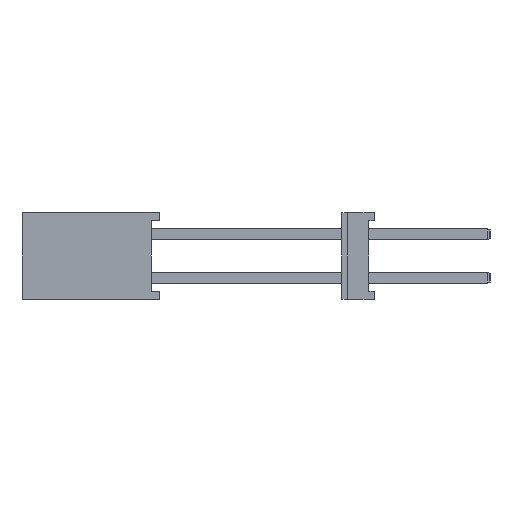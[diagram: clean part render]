
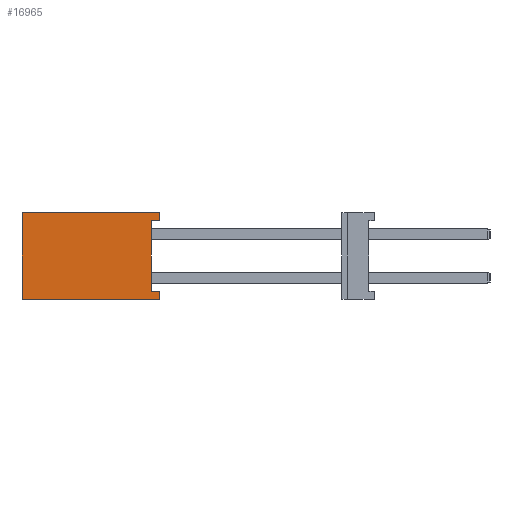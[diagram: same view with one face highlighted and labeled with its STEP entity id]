
A CAD part, left-side view. The second image highlights one B-rep face of the part: STEP entity #16965.
In plain terms, the highlighted planar face has unit normal (-1, 0, 0).
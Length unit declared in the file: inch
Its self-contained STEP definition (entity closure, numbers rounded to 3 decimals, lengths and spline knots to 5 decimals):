
#4013=ORIENTED_EDGE('',*,*,#6840,.T.);
#4014=ORIENTED_EDGE('',*,*,#6683,.T.);
#4015=ORIENTED_EDGE('',*,*,#6772,.F.);
#4016=ORIENTED_EDGE('',*,*,#6877,.F.);
#4017=ORIENTED_EDGE('',*,*,#6766,.T.);
#4018=ORIENTED_EDGE('',*,*,#6731,.T.);
#4019=ORIENTED_EDGE('',*,*,#6876,.T.);
#4020=ORIENTED_EDGE('',*,*,#6878,.T.);
#6683=EDGE_CURVE('',#8412,#8411,#10543,.T.);
#6731=EDGE_CURVE('',#8460,#8459,#10591,.T.);
#6766=EDGE_CURVE('',#8483,#8460,#10626,.T.);
#6772=EDGE_CURVE('',#8487,#8411,#10632,.T.);
#6840=EDGE_CURVE('',#8532,#8412,#10700,.T.);
#6876=EDGE_CURVE('',#8459,#8556,#10736,.T.);
#6877=EDGE_CURVE('',#8483,#8487,#10737,.T.);
#6878=EDGE_CURVE('',#8556,#8532,#10738,.T.);
#8411=VERTEX_POINT('',#26078);
#8412=VERTEX_POINT('',#26080);
#8459=VERTEX_POINT('',#26186);
#8460=VERTEX_POINT('',#26188);
#8483=VERTEX_POINT('',#26247);
#8487=VERTEX_POINT('',#26257);
#8532=VERTEX_POINT('',#26381);
#8556=VERTEX_POINT('',#26454);
#10543=LINE('',#26079,#12859);
#10591=LINE('',#26187,#12907);
#10626=LINE('',#26246,#12942);
#10632=LINE('',#26258,#12948);
#10700=LINE('',#26383,#13016);
#10736=LINE('',#26455,#13052);
#10737=LINE('',#26457,#13053);
#10738=LINE('',#26458,#13054);
#12859=VECTOR('',#21404,39.37008);
#12907=VECTOR('',#21476,39.37008);
#12942=VECTOR('',#21513,39.37008);
#12948=VECTOR('',#21521,39.37008);
#13016=VECTOR('',#21613,39.37008);
#13052=VECTOR('',#21673,39.37008);
#13053=VECTOR('',#21676,39.37008);
#13054=VECTOR('',#21677,39.37008);
#14185=EDGE_LOOP('',(#4013,#4014,#4015,#4016,#4017,#4018,#4019,#4020));
#15185=FACE_BOUND('',#14185,.T.);
#16075=PLANE('',#17951);
#16965=ADVANCED_FACE('',(#15185),#16075,.F.);
#17951=AXIS2_PLACEMENT_3D('',#26456,#21674,#21675);
#21404=DIRECTION('',(0.,0.,1.));
#21476=DIRECTION('',(0.,0.,1.));
#21513=DIRECTION('',(0.,-1.,0.));
#21521=DIRECTION('',(0.,-1.,0.));
#21613=DIRECTION('',(0.,-1.,0.));
#21673=DIRECTION('',(0.,1.,0.));
#21674=DIRECTION('',(1.,0.,0.));
#21675=DIRECTION('',(0.,0.,-1.));
#21676=DIRECTION('',(0.,0.,1.));
#21677=DIRECTION('',(0.,0.,1.));
#26078=CARTESIAN_POINT('',(0.,0.,0.07875));
#26079=CARTESIAN_POINT('',(0.,0.,-0.07875));
#26080=CARTESIAN_POINT('',(0.,0.,0.06375));
#26186=CARTESIAN_POINT('',(0.,0.,-0.06375));
#26187=CARTESIAN_POINT('',(0.,0.,-0.07875));
#26188=CARTESIAN_POINT('',(0.,0.,-0.07875));
#26246=CARTESIAN_POINT('',(0.,0.25,-0.07875));
#26247=CARTESIAN_POINT('',(0.,0.25,-0.07875));
#26257=CARTESIAN_POINT('',(0.,0.25,0.07875));
#26258=CARTESIAN_POINT('',(0.,0.25,0.07875));
#26381=CARTESIAN_POINT('',(0.,0.015,0.06375));
#26383=CARTESIAN_POINT('',(0.,0.015,0.06375));
#26454=CARTESIAN_POINT('',(0.,0.015,-0.06375));
#26455=CARTESIAN_POINT('',(0.,0.,-0.06375));
#26456=CARTESIAN_POINT('',(0.,0.25,-0.07875));
#26457=CARTESIAN_POINT('',(0.,0.25,-0.07875));
#26458=CARTESIAN_POINT('',(0.,0.015,-0.06375));
